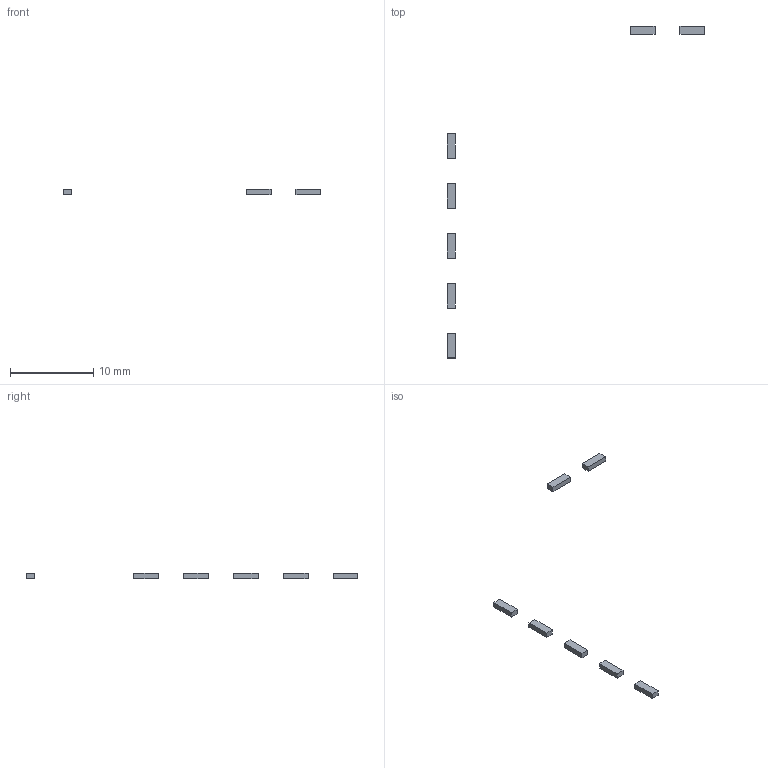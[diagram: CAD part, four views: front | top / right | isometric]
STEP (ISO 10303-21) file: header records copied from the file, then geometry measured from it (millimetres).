
FILE_DESCRIPTION (('STEP'), '1');
FILE_NAME ('MAVIS Marker Identity.stp', '2023-08-08T21:08:34', ('Unknown'), ('Unknown'), 'HarmonyWare STEP v2.1.9', 'HarmonyWare Translators', '');
FILE_SCHEMA (('CONFIG_CONTROL_DESIGN'));
Length unit declared in the file: millimetre
Products named in the file (8): Build marker identity
Assembly tree (7 placements, depth 2):
  (unnamed)
    Build marker identity
    Build marker identity
    Build marker identity
    Build marker identity
    Build marker identity
    Build marker identity
    Build marker identity
Bounding box: 31.02 x 39.94 x 0.65 mm (x, y, z)
Volume: 13.7 mm3; surface area: 78.4 mm2
Topology: 7 solids, 7 shells, 42 faces, 84 edges, 56 vertices
Faces by surface type: bspline 42
Entity records: 2038 total; most frequent: CARTESIAN_POINT 406, ORIENTED_EDGE 168, B_SPLINE_CURVE_WITH_KNOTS 84, EDGE_CURVE 84, PERSON 78, ORGANIZATION 78, PERSON_AND_ORGANIZATION 78, VERTEX_POINT 56
